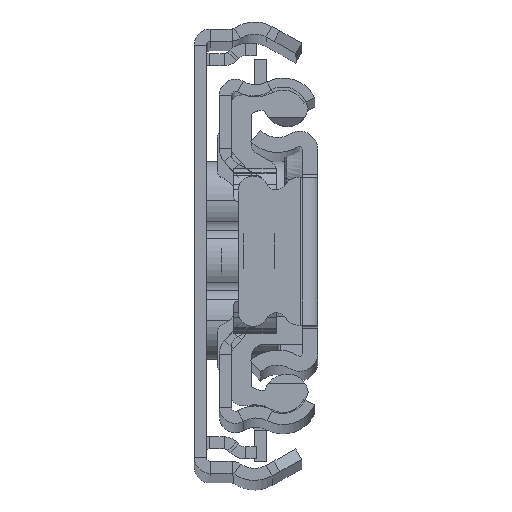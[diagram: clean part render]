
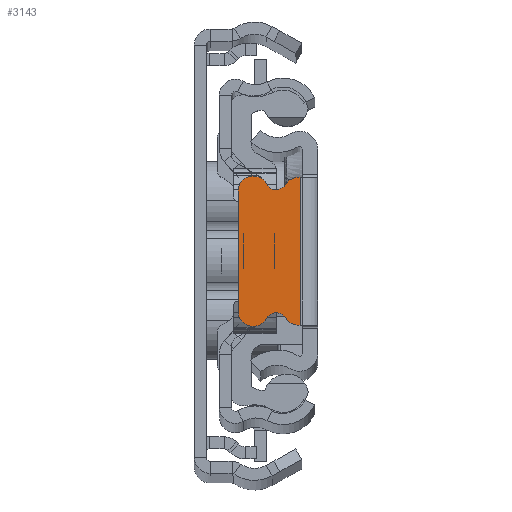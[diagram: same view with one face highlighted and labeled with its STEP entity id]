
A CAD part, top view. The second image highlights one B-rep face of the part: STEP entity #3143.
In plain terms, the highlighted planar face has unit normal (0, 0, 1).
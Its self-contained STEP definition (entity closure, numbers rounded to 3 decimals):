
#105 = AXIS2_PLACEMENT_3D ( 'NONE', #7746, #3380, #26387 ) ;
#125 = ORIENTED_EDGE ( 'NONE', *, *, #5118, .T. ) ;
#229 = AXIS2_PLACEMENT_3D ( 'NONE', #20017, #13874, #10332 ) ;
#421 = EDGE_CURVE ( 'NONE', #23953, #2293, #7942, .T. ) ;
#966 = DIRECTION ( 'NONE',  ( 1., 0., 0. ) ) ;
#1223 = CARTESIAN_POINT ( 'NONE',  ( -1.929, 7.37, 0. ) ) ;
#1515 = CIRCLE ( 'NONE', #229, 1.5 ) ;
#2185 = ORIENTED_EDGE ( 'NONE', *, *, #17813, .T. ) ;
#2293 = VERTEX_POINT ( 'NONE', #13448 ) ;
#2740 = CARTESIAN_POINT ( 'NONE',  ( -7.929, -6., 0. ) ) ;
#2913 = VERTEX_POINT ( 'NONE', #19104 ) ;
#3143 = ADVANCED_FACE ( 'NONE', ( #22176 ), #11432, .T. ) ;
#3260 = CARTESIAN_POINT ( 'NONE',  ( 544.071, 0., 0. ) ) ;
#3294 = LINE ( 'NONE', #1223, #25956 ) ;
#3345 = EDGE_CURVE ( 'NONE', #17269, #3824, #3454, .T. ) ;
#3380 = DIRECTION ( 'NONE',  ( 0., 0., 1. ) ) ;
#3397 = DIRECTION ( 'NONE',  ( 0., 0., 1. ) ) ;
#3454 = CIRCLE ( 'NONE', #25259, 1.5 ) ;
#3474 = CARTESIAN_POINT ( 'NONE',  ( -1.929, 7.37, 0. ) ) ;
#3665 = DIRECTION ( 'NONE',  ( 0., 0., 1. ) ) ;
#3824 = VERTEX_POINT ( 'NONE', #3903 ) ;
#3877 = CARTESIAN_POINT ( 'NONE',  ( -4.142, -7.236, 0. ) ) ;
#3903 = CARTESIAN_POINT ( 'NONE',  ( -1.929, -7.37, 0. ) ) ;
#4410 = LINE ( 'NONE', #19101, #24160 ) ;
#5118 = EDGE_CURVE ( 'NONE', #13262, #2913, #7516, .T. ) ;
#6470 = DIRECTION ( 'NONE',  ( 0., 0., 1. ) ) ;
#7516 = CIRCLE ( 'NONE', #24896, 1.5 ) ;
#7634 = DIRECTION ( 'NONE',  ( 1., 0., 0. ) ) ;
#7746 = CARTESIAN_POINT ( 'NONE',  ( -6.429, -6., 0. ) ) ;
#7887 = CIRCLE ( 'NONE', #14376, 1.1 ) ;
#7942 = CIRCLE ( 'NONE', #105, 1.5 ) ;
#7981 = CARTESIAN_POINT ( 'NONE',  ( -4.142, 7.236, 0. ) ) ;
#8249 = CARTESIAN_POINT ( 'NONE',  ( -1.75, 7.37, 0. ) ) ;
#8935 = AXIS2_PLACEMENT_3D ( 'NONE', #7981, #12464, #24990 ) ;
#10174 = VECTOR ( 'NONE', #17240, 1000. ) ;
#10310 = EDGE_CURVE ( 'NONE', #25626, #23953, #26188, .T. ) ;
#10332 = DIRECTION ( 'NONE',  ( -1., 0., 0. ) ) ;
#11086 = EDGE_CURVE ( 'NONE', #14759, #25626, #1515, .T. ) ;
#11416 = ORIENTED_EDGE ( 'NONE', *, *, #421, .T. ) ;
#11432 = PLANE ( 'NONE',  #17357 ) ;
#11623 = ORIENTED_EDGE ( 'NONE', *, *, #10310, .T. ) ;
#11767 = CARTESIAN_POINT ( 'NONE',  ( -5.109, 6.713, 0. ) ) ;
#11975 = DIRECTION ( 'NONE',  ( 1., 0., 0. ) ) ;
#12464 = DIRECTION ( 'NONE',  ( 0., 0., -1. ) ) ;
#12480 = CARTESIAN_POINT ( 'NONE',  ( -1.75, -7.37, 0. ) ) ;
#12547 = DIRECTION ( 'NONE',  ( -1., 0., 0. ) ) ;
#12783 = EDGE_CURVE ( 'NONE', #23106, #3824, #4410, .T. ) ;
#13175 = CARTESIAN_POINT ( 'NONE',  ( -7.929, 6., 0. ) ) ;
#13262 = VERTEX_POINT ( 'NONE', #3474 ) ;
#13448 = CARTESIAN_POINT ( 'NONE',  ( -5.109, -6.713, 0. ) ) ;
#13874 = DIRECTION ( 'NONE',  ( 0., 0., 1. ) ) ;
#13999 = CARTESIAN_POINT ( 'NONE',  ( -1.929, -5.87, 0. ) ) ;
#14072 = DIRECTION ( 'NONE',  ( -1., 0., 0. ) ) ;
#14376 = AXIS2_PLACEMENT_3D ( 'NONE', #3877, #14646, #14072 ) ;
#14646 = DIRECTION ( 'NONE',  ( 0., 0., -1. ) ) ;
#14759 = VERTEX_POINT ( 'NONE', #11767 ) ;
#15011 = VECTOR ( 'NONE', #18727, 1000. ) ;
#15021 = CIRCLE ( 'NONE', #8935, 1.1 ) ;
#15256 = CARTESIAN_POINT ( 'NONE',  ( -1.929, 5.87, 0. ) ) ;
#16279 = EDGE_CURVE ( 'NONE', #2913, #14759, #15021, .T. ) ;
#17240 = DIRECTION ( 'NONE',  ( 0., -1., 0. ) ) ;
#17269 = VERTEX_POINT ( 'NONE', #22625 ) ;
#17357 = AXIS2_PLACEMENT_3D ( 'NONE', #3260, #3397, #7634 ) ;
#17740 = CARTESIAN_POINT ( 'NONE',  ( -7.929, -6., 0. ) ) ;
#17813 = EDGE_CURVE ( 'NONE', #2293, #17269, #7887, .T. ) ;
#18214 = EDGE_LOOP ( 'NONE', ( #23820, #22914, #125, #20090, #18458, #11623, #11416, #2185, #25138, #22200 ) ) ;
#18458 = ORIENTED_EDGE ( 'NONE', *, *, #11086, .T. ) ;
#18727 = DIRECTION ( 'NONE',  ( 0., -1., 0. ) ) ;
#19101 = CARTESIAN_POINT ( 'NONE',  ( -1.929, -7.37, 0. ) ) ;
#19104 = CARTESIAN_POINT ( 'NONE',  ( -3.206, 6.658, 0. ) ) ;
#20017 = CARTESIAN_POINT ( 'NONE',  ( -6.429, 6., 0. ) ) ;
#20090 = ORIENTED_EDGE ( 'NONE', *, *, #16279, .T. ) ;
#20757 = DIRECTION ( 'NONE',  ( -1., 0., 0. ) ) ;
#22176 = FACE_OUTER_BOUND ( 'NONE', #18214, .T. ) ;
#22200 = ORIENTED_EDGE ( 'NONE', *, *, #12783, .F. ) ;
#22625 = CARTESIAN_POINT ( 'NONE',  ( -3.206, -6.658, 0. ) ) ;
#22674 = CARTESIAN_POINT ( 'NONE',  ( -1.75, 0., 0. ) ) ;
#22914 = ORIENTED_EDGE ( 'NONE', *, *, #26279, .F. ) ;
#23106 = VERTEX_POINT ( 'NONE', #12480 ) ;
#23820 = ORIENTED_EDGE ( 'NONE', *, *, #24660, .F. ) ;
#23953 = VERTEX_POINT ( 'NONE', #2740 ) ;
#24160 = VECTOR ( 'NONE', #20757, 1000. ) ;
#24660 = EDGE_CURVE ( 'NONE', #26024, #23106, #26606, .T. ) ;
#24896 = AXIS2_PLACEMENT_3D ( 'NONE', #15256, #6470, #12547 ) ;
#24990 = DIRECTION ( 'NONE',  ( 1., 0., 0. ) ) ;
#25138 = ORIENTED_EDGE ( 'NONE', *, *, #3345, .T. ) ;
#25259 = AXIS2_PLACEMENT_3D ( 'NONE', #13999, #3665, #11975 ) ;
#25626 = VERTEX_POINT ( 'NONE', #13175 ) ;
#25956 = VECTOR ( 'NONE', #966, 1000. ) ;
#26024 = VERTEX_POINT ( 'NONE', #8249 ) ;
#26188 = LINE ( 'NONE', #17740, #10174 ) ;
#26279 = EDGE_CURVE ( 'NONE', #13262, #26024, #3294, .T. ) ;
#26387 = DIRECTION ( 'NONE',  ( 1., 0., 0. ) ) ;
#26606 = LINE ( 'NONE', #22674, #15011 ) ;
